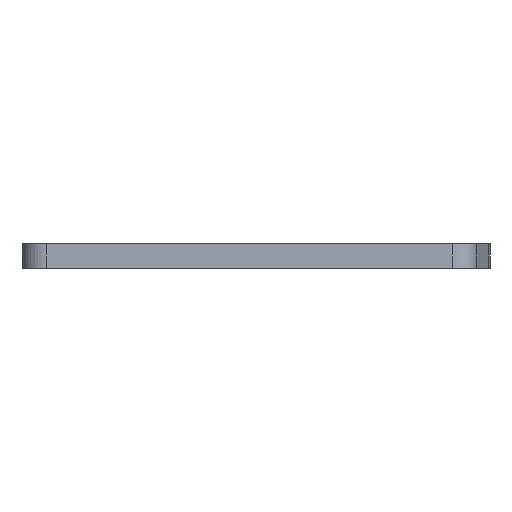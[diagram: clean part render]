
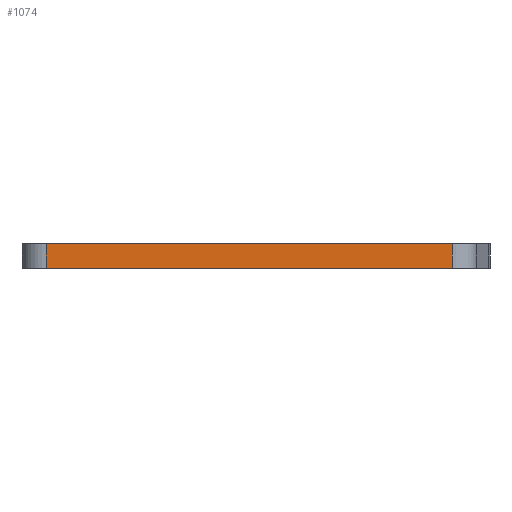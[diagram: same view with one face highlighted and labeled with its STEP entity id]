
A CAD part, front view. The second image highlights one B-rep face of the part: STEP entity #1074.
In plain terms, the highlighted planar face has unit normal (0, -1, 0).
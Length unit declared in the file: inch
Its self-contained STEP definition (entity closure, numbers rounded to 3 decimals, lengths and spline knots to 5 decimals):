
#129=FACE_OUTER_BOUND('',#243,.T.);
#243=EDGE_LOOP('',(#870,#871,#872,#873));
#372=LINE('',#1619,#440);
#385=LINE('',#1730,#453);
#393=LINE('',#1824,#461);
#394=LINE('',#1826,#462);
#440=VECTOR('',#1281,0.3937);
#453=VECTOR('',#1384,0.3937);
#461=VECTOR('',#1474,0.3937);
#462=VECTOR('',#1477,0.3937);
#508=VERTEX_POINT('',#1617);
#509=VERTEX_POINT('',#1618);
#561=VERTEX_POINT('',#1728);
#562=VERTEX_POINT('',#1729);
#608=EDGE_CURVE('',#508,#509,#372,.T.);
#663=EDGE_CURVE('',#561,#562,#385,.T.);
#711=EDGE_CURVE('',#562,#508,#393,.T.);
#712=EDGE_CURVE('',#509,#561,#394,.T.);
#870=ORIENTED_EDGE('',*,*,#608,.F.);
#871=ORIENTED_EDGE('',*,*,#711,.F.);
#872=ORIENTED_EDGE('',*,*,#663,.F.);
#873=ORIENTED_EDGE('',*,*,#712,.F.);
#1061=PLANE('',#1230);
#1074=ADVANCED_FACE('',(#129),#1061,.T.);
#1230=AXIS2_PLACEMENT_3D('',#1825,#1475,#1476);
#1281=DIRECTION('',(1.,0.,0.));
#1384=DIRECTION('',(-1.,0.,0.));
#1474=DIRECTION('',(0.,0.,1.));
#1475=DIRECTION('center_axis',(0.,-1.,0.));
#1476=DIRECTION('ref_axis',(-1.,0.,0.));
#1477=DIRECTION('',(0.,0.,-1.));
#1617=CARTESIAN_POINT('',(-2.1898,-5.8,0.125));
#1618=CARTESIAN_POINT('',(-0.125,-5.8,0.125));
#1619=CARTESIAN_POINT('',(-2.32571,-5.8,0.125));
#1728=CARTESIAN_POINT('',(-0.125,-5.8,0.));
#1729=CARTESIAN_POINT('',(-2.1898,-5.8,0.));
#1730=CARTESIAN_POINT('',(-2.32571,-5.8,0.));
#1824=CARTESIAN_POINT('',(-2.1898,-5.8,0.125));
#1825=CARTESIAN_POINT('Origin',(0.,-5.8,0.125));
#1826=CARTESIAN_POINT('',(-0.125,-5.8,0.125));
